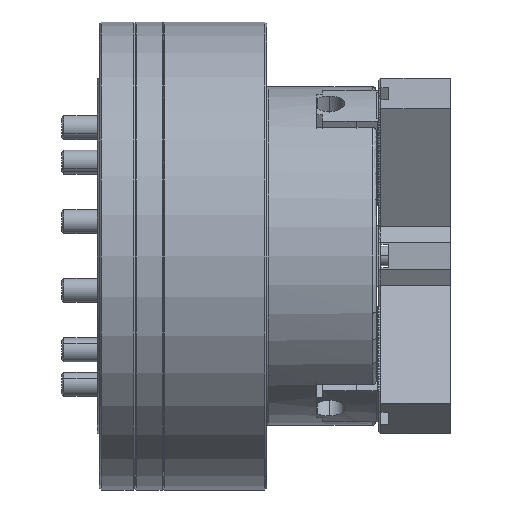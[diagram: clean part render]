
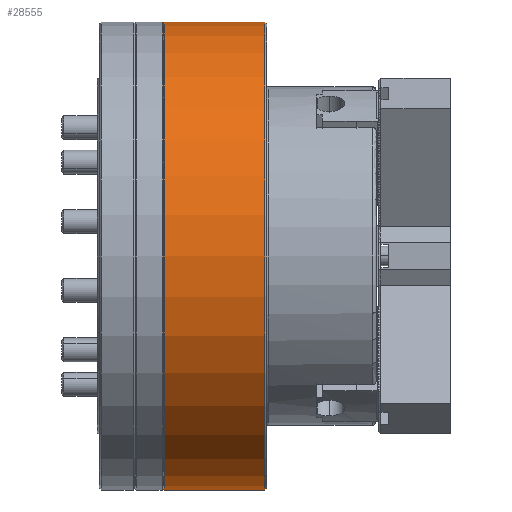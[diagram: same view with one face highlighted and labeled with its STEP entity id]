
A CAD part, front view. The second image highlights one B-rep face of the part: STEP entity #28555.
In plain terms, the highlighted cylindrical face has radius 117.5 mm (diameter 235 mm), a partial arc.
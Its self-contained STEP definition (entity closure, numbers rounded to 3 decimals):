
#2660 = LINE ( 'NONE', #28273, #21484 ) ;
#2832 = DIRECTION ( 'NONE',  ( 1., 0., 0. ) ) ;
#3181 = CYLINDRICAL_SURFACE ( 'NONE', #13114, 117.5 ) ;
#4164 = FACE_OUTER_BOUND ( 'NONE', #20752, .T. ) ;
#5776 = DIRECTION ( 'NONE',  ( 1., 0., 0. ) ) ;
#7253 = DIRECTION ( 'NONE',  ( 1., 0., 0. ) ) ;
#8071 = EDGE_CURVE ( 'NONE', #34586, #28403, #14285, .T. ) ;
#8819 = CARTESIAN_POINT ( 'NONE',  ( 143.857, 0., 0. ) ) ;
#10456 = AXIS2_PLACEMENT_3D ( 'NONE', #26552, #26335, #26385 ) ;
#10923 = ORIENTED_EDGE ( 'NONE', *, *, #37742, .F. ) ;
#11921 = ORIENTED_EDGE ( 'NONE', *, *, #40333, .T. ) ;
#12426 = ORIENTED_EDGE ( 'NONE', *, *, #36701, .T. ) ;
#13114 = AXIS2_PLACEMENT_3D ( 'NONE', #8819, #5776, #15048 ) ;
#14285 = CIRCLE ( 'NONE', #10456, 117.5 ) ;
#15048 = DIRECTION ( 'NONE',  ( 0., 0., -1. ) ) ;
#17245 = VERTEX_POINT ( 'NONE', #28948 ) ;
#17980 = DIRECTION ( 'NONE',  ( 1., 0., 0. ) ) ;
#18783 = AXIS2_PLACEMENT_3D ( 'NONE', #37275, #17980, #40427 ) ;
#19016 = CIRCLE ( 'NONE', #18783, 117.5 ) ;
#19418 = VECTOR ( 'NONE', #7253, 1000. ) ;
#20752 = EDGE_LOOP ( 'NONE', ( #10923, #12426, #11921, #37111 ) ) ;
#21484 = VECTOR ( 'NONE', #2832, 1000. ) ;
#23187 = CARTESIAN_POINT ( 'NONE',  ( 143.857, 0., 117.5 ) ) ;
#26335 = DIRECTION ( 'NONE',  ( 1., 0., 0. ) ) ;
#26385 = DIRECTION ( 'NONE',  ( 0., 0., -1. ) ) ;
#26552 = CARTESIAN_POINT ( 'NONE',  ( -2.5, 0., 0. ) ) ;
#28273 = CARTESIAN_POINT ( 'NONE',  ( 143.857, 0., -117.5 ) ) ;
#28403 = VERTEX_POINT ( 'NONE', #33682 ) ;
#28555 = ADVANCED_FACE ( 'NONE', ( #4164 ), #3181, .T. ) ;
#28948 = CARTESIAN_POINT ( 'NONE',  ( -53., 0., 117.5 ) ) ;
#33682 = CARTESIAN_POINT ( 'NONE',  ( -2.5, 0., -117.5 ) ) ;
#34586 = VERTEX_POINT ( 'NONE', #36581 ) ;
#35702 = CARTESIAN_POINT ( 'NONE',  ( -53., 0., -117.5 ) ) ;
#36581 = CARTESIAN_POINT ( 'NONE',  ( -2.5, 0., 117.5 ) ) ;
#36701 = EDGE_CURVE ( 'NONE', #17245, #37680, #19016, .T. ) ;
#37111 = ORIENTED_EDGE ( 'NONE', *, *, #8071, .F. ) ;
#37275 = CARTESIAN_POINT ( 'NONE',  ( -53., 0., 0. ) ) ;
#37550 = LINE ( 'NONE', #23187, #19418 ) ;
#37680 = VERTEX_POINT ( 'NONE', #35702 ) ;
#37742 = EDGE_CURVE ( 'NONE', #17245, #34586, #37550, .T. ) ;
#40333 = EDGE_CURVE ( 'NONE', #37680, #28403, #2660, .T. ) ;
#40427 = DIRECTION ( 'NONE',  ( 0., 0., -1. ) ) ;
